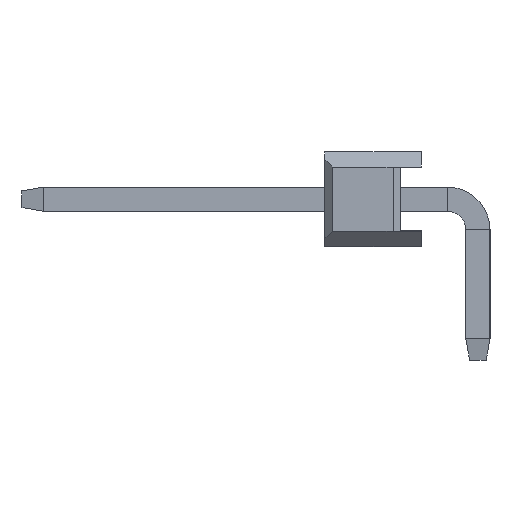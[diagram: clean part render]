
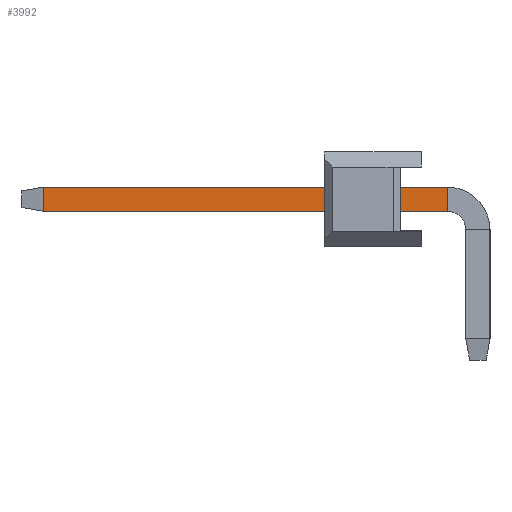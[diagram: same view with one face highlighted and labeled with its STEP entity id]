
A CAD part, left-side view. The second image highlights one B-rep face of the part: STEP entity #3992.
In plain terms, the highlighted planar face has unit normal (-1, 0, 0).
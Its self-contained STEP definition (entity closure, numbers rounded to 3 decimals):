
#256 = VERTEX_POINT ( 'NONE', #1413 ) ;
#1043 = VECTOR ( 'NONE', #5683, 1000. ) ;
#1413 = CARTESIAN_POINT ( 'NONE',  ( -33.34, 9.973, -0.32 ) ) ;
#1906 = EDGE_CURVE ( 'NONE', #256, #7933, #5140, .T. ) ;
#2618 = EDGE_CURVE ( 'NONE', #15321, #256, #4791, .T. ) ;
#3138 = DIRECTION ( 'NONE',  ( 1., 0., 0. ) ) ;
#3992 = ADVANCED_FACE ( 'NONE', ( #4564 ), #10378, .F. ) ;
#4460 = CARTESIAN_POINT ( 'NONE',  ( -33.34, 10.54, 0.32 ) ) ;
#4564 = FACE_OUTER_BOUND ( 'NONE', #10991, .T. ) ;
#4791 = LINE ( 'NONE', #10605, #11721 ) ;
#5140 = LINE ( 'NONE', #10962, #8475 ) ;
#5683 = DIRECTION ( 'NONE',  ( 0., 0., 1. ) ) ;
#7432 = ORIENTED_EDGE ( 'NONE', *, *, #14636, .T. ) ;
#7933 = VERTEX_POINT ( 'NONE', #15215 ) ;
#8196 = ORIENTED_EDGE ( 'NONE', *, *, #2618, .T. ) ;
#8475 = VECTOR ( 'NONE', #16829, 1000. ) ;
#8921 = DIRECTION ( 'NONE',  ( 0., 0., -1. ) ) ;
#10274 = DIRECTION ( 'NONE',  ( 0., -1., 0. ) ) ;
#10378 = PLANE ( 'NONE',  #12309 ) ;
#10605 = CARTESIAN_POINT ( 'NONE',  ( -33.34, 9.973, -0.32 ) ) ;
#10633 = ORIENTED_EDGE ( 'NONE', *, *, #16296, .F. ) ;
#10962 = CARTESIAN_POINT ( 'NONE',  ( -33.34, 10.54, -0.32 ) ) ;
#10991 = EDGE_LOOP ( 'NONE', ( #10633, #8196, #17574, #7432 ) ) ;
#11318 = CARTESIAN_POINT ( 'NONE',  ( -33.34, -0.7, 0.32 ) ) ;
#11529 = VECTOR ( 'NONE', #10274, 1000. ) ;
#11721 = VECTOR ( 'NONE', #16479, 1000. ) ;
#11786 = CARTESIAN_POINT ( 'NONE',  ( -33.34, 9.973, 0.32 ) ) ;
#12309 = AXIS2_PLACEMENT_3D ( 'NONE', #16243, #3138, #8921 ) ;
#12960 = LINE ( 'NONE', #18788, #1043 ) ;
#14636 = EDGE_CURVE ( 'NONE', #7933, #16571, #12960, .T. ) ;
#15215 = CARTESIAN_POINT ( 'NONE',  ( -33.34, -0.7, -0.32 ) ) ;
#15321 = VERTEX_POINT ( 'NONE', #11786 ) ;
#16243 = CARTESIAN_POINT ( 'NONE',  ( -33.34, 10.54, 0.32 ) ) ;
#16296 = EDGE_CURVE ( 'NONE', #15321, #16571, #17576, .T. ) ;
#16479 = DIRECTION ( 'NONE',  ( 0., 0., -1. ) ) ;
#16571 = VERTEX_POINT ( 'NONE', #11318 ) ;
#16829 = DIRECTION ( 'NONE',  ( 0., -1., 0. ) ) ;
#17574 = ORIENTED_EDGE ( 'NONE', *, *, #1906, .T. ) ;
#17576 = LINE ( 'NONE', #4460, #11529 ) ;
#18788 = CARTESIAN_POINT ( 'NONE',  ( -33.34, -0.7, 0.32 ) ) ;
